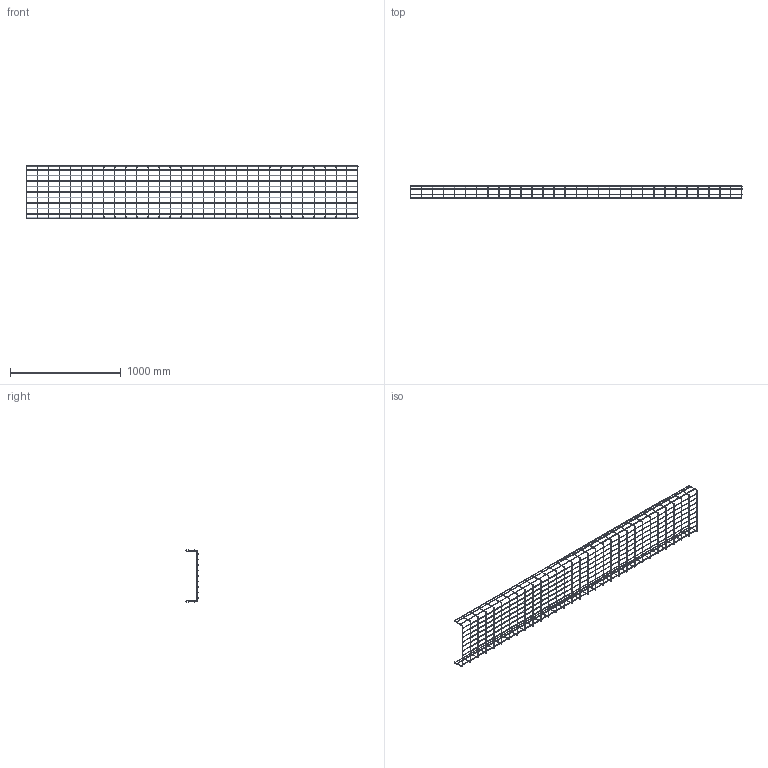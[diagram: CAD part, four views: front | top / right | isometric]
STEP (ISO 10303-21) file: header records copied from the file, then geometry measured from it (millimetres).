
FILE_DESCRIPTION (( 'STEP AP214' ), '1' );
FILE_NAME ('LCM10450-BLK_3D.step', '2024-04-19T22:05:03', ( '' ), ( '' ), 'SwSTEP 2.0', 'SolidWorks 2022', '' );
FILE_SCHEMA (( 'AUTOMOTIVE_DESIGN' ));
Length unit declared in the file: millimetre
Products named in the file (1): LCM10450-BLK_3D
Bounding box: 3000 x 109.99 x 470 mm (x, y, z)
Volume: 1280775.6 mm3; surface area: 1026551.9 mm2
Topology: 46 solids, 46 shells, 432 faces, 772 edges, 432 vertices
Faces by surface type: cylinder 216, torus 124, plane 92
Entity records: 10723 total; most frequent: CARTESIAN_POINT 2189, DIRECTION 1826, ORIENTED_EDGE 1544, AXIS2_PLACEMENT_3D 805, EDGE_CURVE 772, VERTEX_POINT 432, EDGE_LOOP 432, ADVANCED_FACE 432
